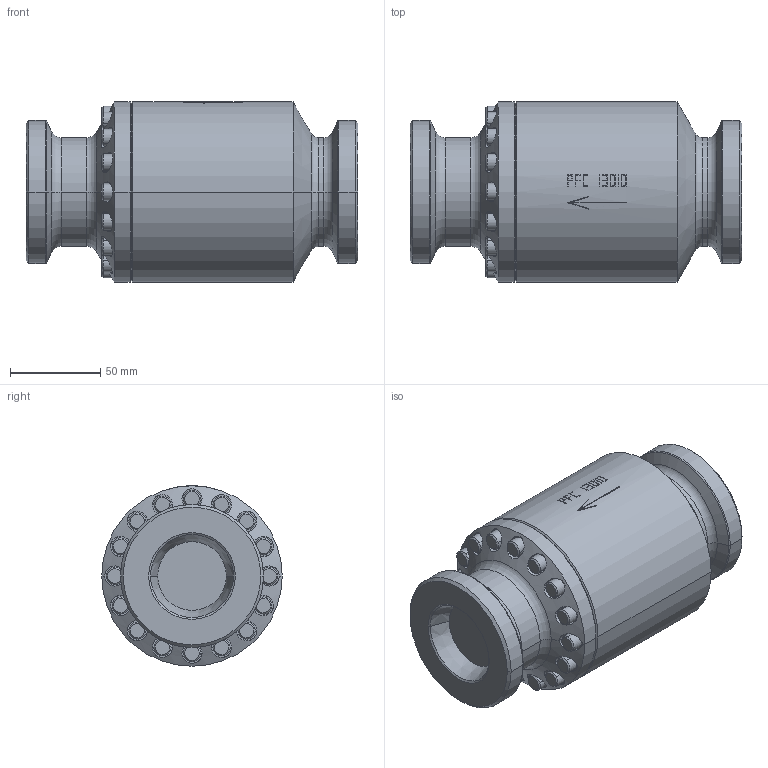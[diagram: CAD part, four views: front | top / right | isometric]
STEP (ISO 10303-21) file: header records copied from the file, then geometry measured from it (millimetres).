
FILE_DESCRIPTION (( 'STEP AP203' ), '1' );
FILE_NAME ('13010000 C Whole.STEP', '2015-01-30T17:00:47', ( '' ), ( '' ), 'SwSTEP 2.0', 'SolidWorks 2015', '' );
FILE_SCHEMA (( 'CONFIG_CONTROL_DESIGN' ));
Length unit declared in the file: inch
Products named in the file (1): 13010000 C Whole
Bounding box: 184.15 x 100.08 x 100.08 mm (x, y, z)
Volume: 1100513.7 mm3; surface area: 74558.7 mm2
Topology: 1 solids, 1 shells, 265 faces, 579 edges, 360 vertices
Faces by surface type: plane 103, cylinder 88, cone 56, torus 12, bspline 6
Entity records: 8595 total; most frequent: CARTESIAN_POINT 2592, DIRECTION 1308, ORIENTED_EDGE 1158, EDGE_CURVE 579, AXIS2_PLACEMENT_3D 520, VERTEX_POINT 360, EDGE_LOOP 309, LINE 268
